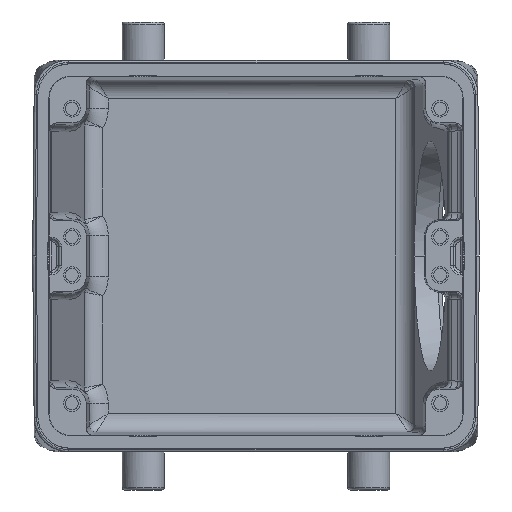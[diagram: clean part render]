
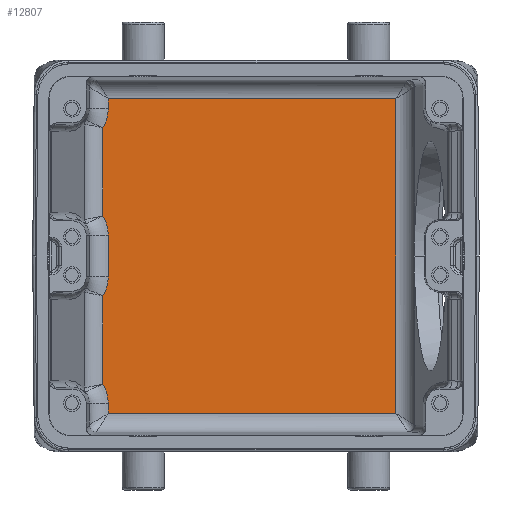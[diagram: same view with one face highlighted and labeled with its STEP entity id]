
A CAD part, front view. The second image highlights one B-rep face of the part: STEP entity #12807.
In plain terms, the highlighted planar face has unit normal (0, -1, 0).
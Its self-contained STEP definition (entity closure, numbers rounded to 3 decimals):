
#1334=CARTESIAN_POINT('',(29.448,40.,-33.104));
#1336=DIRECTION('',(0.,0.,1.));
#1337=VECTOR('',#1336,66.208);
#1338=CARTESIAN_POINT('',(29.448,40.,-33.104));
#1339=LINE('',#1338,#1337);
#2773=DIRECTION('',(0.,0.,-1.));
#2774=VECTOR('',#2773,8.8);
#2775=CARTESIAN_POINT('',(-31.104,40.,4.4));
#2776=LINE('',#2775,#2774);
#3202=CARTESIAN_POINT('',(-31.104,40.,-33.104));
#3204=DIRECTION('',(1.,0.,0.));
#3205=VECTOR('',#3204,60.552);
#3206=CARTESIAN_POINT('',(-31.104,40.,-33.104));
#3207=LINE('',#3206,#3205);
#3239=DIRECTION('',(0.,0.,-1.));
#3240=VECTOR('',#3239,2.104);
#3241=CARTESIAN_POINT('',(-31.104,40.,-31.));
#3242=LINE('',#3241,#3240);
#3310=DIRECTION('',(0.,0.,-1.));
#3311=VECTOR('',#3310,18.63);
#3312=CARTESIAN_POINT('',(-32.225,40.,-8.385));
#3313=LINE('',#3312,#3311);
#3314=CARTESIAN_POINT('',(-38.75,40.,-31.));
#3315=DIRECTION('',(0.,-1.,0.));
#3316=DIRECTION('',(1.,0.,0.));
#3317=AXIS2_PLACEMENT_3D('',#3314,#3315,#3316);
#3319=CARTESIAN_POINT('',(-38.75,40.,-4.4));
#3320=DIRECTION('',(0.,-1.,0.));
#3321=DIRECTION('',(0.853,0.,-0.521));
#3322=AXIS2_PLACEMENT_3D('',#3319,#3320,#3321);
#3324=CARTESIAN_POINT('',(-38.75,40.,4.4));
#3325=DIRECTION('',(0.,-1.,0.));
#3326=DIRECTION('',(1.,0.,0.));
#3327=AXIS2_PLACEMENT_3D('',#3324,#3325,#3326);
#3329=CARTESIAN_POINT('',(-38.75,40.,31.));
#3330=DIRECTION('',(0.,-1.,0.));
#3331=DIRECTION('',(0.853,0.,-0.521));
#3332=AXIS2_PLACEMENT_3D('',#3329,#3330,#3331);
#3349=DIRECTION('',(-1.,0.,0.));
#3350=VECTOR('',#3349,60.552);
#3351=CARTESIAN_POINT('',(29.448,40.,33.104));
#3352=LINE('',#3351,#3350);
#3399=DIRECTION('',(0.,0.,-1.));
#3400=VECTOR('',#3399,2.104);
#3401=CARTESIAN_POINT('',(-31.104,40.,33.104));
#3402=LINE('',#3401,#3400);
#3436=CARTESIAN_POINT('',(-32.225,40.,27.015));
#3550=CARTESIAN_POINT('',(-32.225,40.,8.385));
#3574=DIRECTION('',(0.,0.,-1.));
#3575=VECTOR('',#3574,18.63);
#3576=CARTESIAN_POINT('',(-32.225,40.,27.015));
#3577=LINE('',#3576,#3575);
#7411=VERTEX_POINT('',#1334);
#7412=CARTESIAN_POINT('',(29.448,40.,33.104));
#7413=VERTEX_POINT('',#7412);
#7419=VERTEX_POINT('',#3202);
#7571=VERTEX_POINT('',#3436);
#7572=CARTESIAN_POINT('',(-31.104,40.,31.));
#7573=VERTEX_POINT('',#7572);
#7574=VERTEX_POINT('',#3550);
#7576=CARTESIAN_POINT('',(-31.104,40.,4.4));
#7577=VERTEX_POINT('',#7576);
#7578=CARTESIAN_POINT('',(-31.104,40.,33.104));
#7579=VERTEX_POINT('',#7578);
#7580=CARTESIAN_POINT('',(-31.104,40.,-31.));
#7581=VERTEX_POINT('',#7580);
#7582=CARTESIAN_POINT('',(-32.225,40.,-27.015));
#7583=VERTEX_POINT('',#7582);
#7584=CARTESIAN_POINT('',(-32.225,40.,-8.385));
#7585=VERTEX_POINT('',#7584);
#7586=CARTESIAN_POINT('',(-31.104,40.,-4.4));
#7587=VERTEX_POINT('',#7586);
#12783=CARTESIAN_POINT('',(32.925,40.,-37.75));
#12784=DIRECTION('',(0.,1.,0.));
#12785=DIRECTION('',(-1.,0.,0.));
#12786=AXIS2_PLACEMENT_3D('',#12783,#12784,#12785);
#12787=PLANE('',#12786);
#12789=ORIENTED_EDGE('',*,*,#12788,.F.);
#12790=ORIENTED_EDGE('',*,*,#10050,.F.);
#12791=ORIENTED_EDGE('',*,*,#12541,.F.);
#12792=ORIENTED_EDGE('',*,*,#12664,.F.);
#12793=ORIENTED_EDGE('',*,*,#12680,.T.);
#12794=ORIENTED_EDGE('',*,*,#12778,.F.);
#12795=ORIENTED_EDGE('',*,*,#11848,.T.);
#12796=ORIENTED_EDGE('',*,*,#11831,.F.);
#12798=ORIENTED_EDGE('',*,*,#12797,.T.);
#12800=ORIENTED_EDGE('',*,*,#12799,.F.);
#12802=ORIENTED_EDGE('',*,*,#12801,.T.);
#12804=ORIENTED_EDGE('',*,*,#12803,.F.);
#12805=EDGE_LOOP('',(#12789,#12790,#12791,#12792,#12793,#12794,#12795,#12796,
#12798,#12800,#12802,#12804));
#12806=FACE_OUTER_BOUND('',#12805,.F.);
#12807=ADVANCED_FACE('',(#12806),#12787,.F.);
#3318=CIRCLE('',#3317,7.646);
#3323=CIRCLE('',#3322,7.646);
#3328=CIRCLE('',#3327,7.646);
#3333=CIRCLE('',#3332,7.646);
#10050=EDGE_CURVE('',#7411,#7413,#1339,.T.);
#11831=EDGE_CURVE('',#7577,#7587,#2776,.T.);
#11848=EDGE_CURVE('',#7585,#7587,#3323,.T.);
#12541=EDGE_CURVE('',#7419,#7411,#3207,.T.);
#12664=EDGE_CURVE('',#7581,#7419,#3242,.T.);
#12680=EDGE_CURVE('',#7581,#7583,#3318,.T.);
#12778=EDGE_CURVE('',#7585,#7583,#3313,.T.);
#12788=EDGE_CURVE('',#7413,#7579,#3352,.T.);
#12797=EDGE_CURVE('',#7577,#7574,#3328,.T.);
#12799=EDGE_CURVE('',#7571,#7574,#3577,.T.);
#12801=EDGE_CURVE('',#7571,#7573,#3333,.T.);
#12803=EDGE_CURVE('',#7579,#7573,#3402,.T.);
